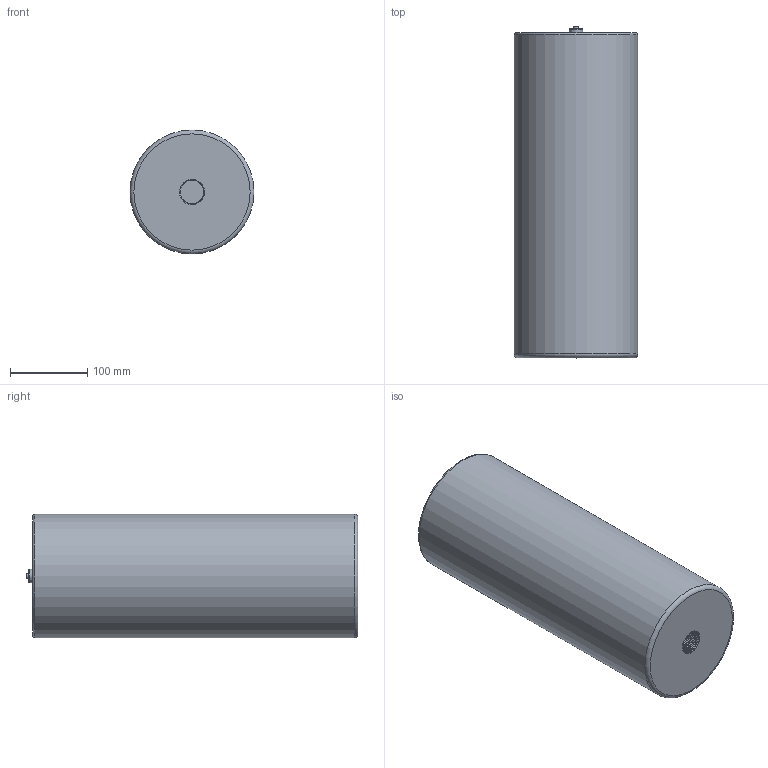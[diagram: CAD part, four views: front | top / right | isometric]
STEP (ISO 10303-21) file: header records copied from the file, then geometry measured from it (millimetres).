
FILE_DESCRIPTION (( 'STEP AP214' ), '1' );
FILE_NAME ('U040A01X1-PC.STEP', '2020-06-09T09:15:34', ( '' ), ( '' ), 'SwSTEP 2.0', 'SolidWorks 2020', '' );
FILE_SCHEMA (( 'AUTOMOTIVE_DESIGN' ));
Length unit declared in the file: millimetre
Products named in the file (3): Charging adaptor; U040A01X1-PC; U040
Assembly tree (2 placements, depth 2):
  U040A01X1-PC
    U040
    Charging adaptor
Bounding box: 160 x 428.5 x 160 mm (x, y, z)
Volume: 8238630.3 mm3; surface area: 262400 mm2
Topology: 2 solids, 2 shells, 67 faces, 150 edges, 94 vertices
Faces by surface type: plane 30, cylinder 24, torus 7, bspline 3, cone 3
Full cylindrical faces by diameter (mm): 2.5 x2, 6 x1, 11.671 x2, 13 x1, 17.3 x1, 30.291 x14, 127 x1, 160 x1
Entity records: 4316 total; most frequent: CARTESIAN_POINT 3209, DIRECTION 217, ORIENTED_EDGE 166, AXIS2_PLACEMENT_3D 93, EDGE_LOOP 84, EDGE_CURVE 83, FACE_OUTER_BOUND 70, VERTEX_POINT 61
